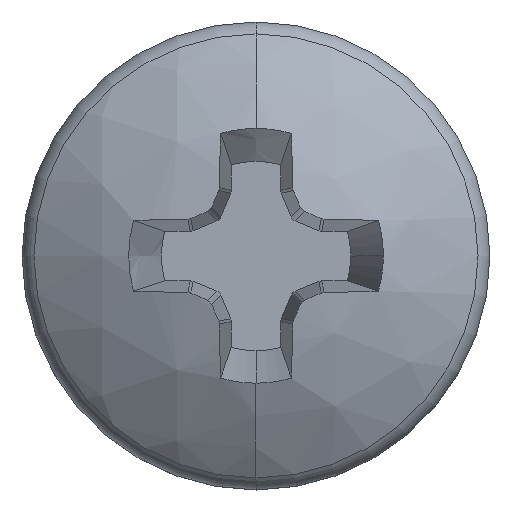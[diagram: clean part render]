
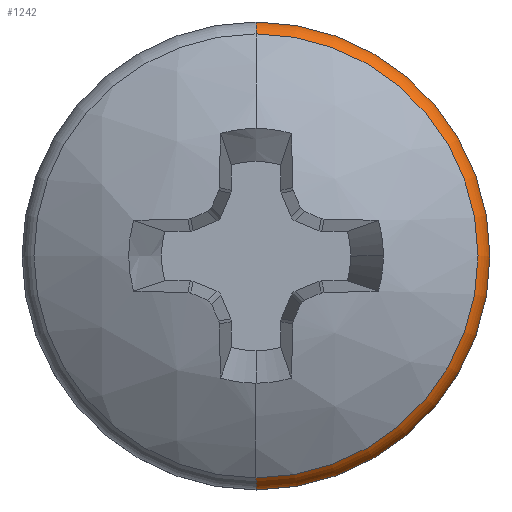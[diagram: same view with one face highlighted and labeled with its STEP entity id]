
A CAD part, top view. The second image highlights one B-rep face of the part: STEP entity #1242.
In plain terms, the highlighted toroidal (fillet/blend) face has major radius 2.416 mm and minor radius 0.366 mm.
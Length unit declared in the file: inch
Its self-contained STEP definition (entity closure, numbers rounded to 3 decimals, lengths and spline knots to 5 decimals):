
#1242 = ADVANCED_FACE ( 'NONE', ( #6632 ), #6609, .T. ) ;
#4618 = CARTESIAN_POINT ( 'NONE',  ( 0., 0., 1.78312 ) ) ;
#4620 = DIRECTION ( 'NONE',  ( 0., 0., 1. ) ) ;
#4622 = DIRECTION ( 'NONE',  ( 0., -1., 0. ) ) ;
#4626 = CARTESIAN_POINT ( 'NONE',  ( 0., 0.0951, 1.78312 ) ) ;
#4628 = DIRECTION ( 'NONE',  ( 1., 0., 0. ) ) ;
#4630 = DIRECTION ( 'NONE',  ( 0., 1., 0. ) ) ;
#4634 = CARTESIAN_POINT ( 'NONE',  ( 0., 0., 1.79452 ) ) ;
#4636 = DIRECTION ( 'NONE',  ( 0., 0., 1. ) ) ;
#4638 = DIRECTION ( 'NONE',  ( 0., -1., 0. ) ) ;
#4642 = CARTESIAN_POINT ( 'NONE',  ( 0., -0.0951, 1.78312 ) ) ;
#4644 = DIRECTION ( 'NONE',  ( -1., 0., 0. ) ) ;
#4646 = DIRECTION ( 'NONE',  ( 0., 0., 1. ) ) ;
#4650 = CARTESIAN_POINT ( 'NONE',  ( 0., 0., 1.78312 ) ) ;
#4652 = DIRECTION ( 'NONE',  ( 0., 0., 1. ) ) ;
#4654 = DIRECTION ( 'NONE',  ( 0., -1., 0. ) ) ;
#4833 = CARTESIAN_POINT ( 'NONE',  ( 0.1095, 0., 1.78312 ) ) ;
#4865 = CARTESIAN_POINT ( 'NONE',  ( 0., -0.1095, 1.78312 ) ) ;
#5011 = CARTESIAN_POINT ( 'NONE',  ( 0., 0.1095, 1.78312 ) ) ;
#5077 = CARTESIAN_POINT ( 'NONE',  ( 0., 0.10391, 1.79452 ) ) ;
#5457 = CARTESIAN_POINT ( 'NONE',  ( 0., -0.10391, 1.79452 ) ) ;
#6609 = TOROIDAL_SURFACE ( 'NONE', #8566, 0.0951, 0.0144 ) ;
#6632 = FACE_OUTER_BOUND ( 'NONE', #11460, .T. ) ;
#8404 = EDGE_CURVE ( 'NONE', #9715, #11402, #14653, .T. ) ;
#8405 = EDGE_CURVE ( 'NONE', #11402, #11993, #14656, .T. ) ;
#8406 = EDGE_CURVE ( 'NONE', #11999, #11993, #14655, .T. ) ;
#8407 = EDGE_CURVE ( 'NONE', #9731, #11999, #14658, .T. ) ;
#8408 = EDGE_CURVE ( 'NONE', #9731, #9715, #14659, .T. ) ;
#8566 = AXIS2_PLACEMENT_3D ( 'NONE', #16893, #16892, #16891 ) ;
#8864 = AXIS2_PLACEMENT_3D ( 'NONE', #4618, #4620, #4622 ) ;
#8865 = AXIS2_PLACEMENT_3D ( 'NONE', #4626, #4628, #4630 ) ;
#8866 = AXIS2_PLACEMENT_3D ( 'NONE', #4634, #4636, #4638 ) ;
#8867 = AXIS2_PLACEMENT_3D ( 'NONE', #4642, #4644, #4646 ) ;
#8868 = AXIS2_PLACEMENT_3D ( 'NONE', #4650, #4652, #4654 ) ;
#9715 = VERTEX_POINT ( 'NONE', #4833 ) ;
#9731 = VERTEX_POINT ( 'NONE', #4865 ) ;
#10096 = ORIENTED_EDGE ( 'NONE', *, *, #8408, .T. ) ;
#10097 = ORIENTED_EDGE ( 'NONE', *, *, #8407, .F. ) ;
#10098 = ORIENTED_EDGE ( 'NONE', *, *, #8406, .F. ) ;
#10099 = ORIENTED_EDGE ( 'NONE', *, *, #8405, .T. ) ;
#10105 = ORIENTED_EDGE ( 'NONE', *, *, #8404, .T. ) ;
#11402 = VERTEX_POINT ( 'NONE', #5011 ) ;
#11460 = EDGE_LOOP ( 'NONE', ( #10105, #10099, #10098, #10097, #10096 ) ) ;
#11993 = VERTEX_POINT ( 'NONE', #5077 ) ;
#11999 = VERTEX_POINT ( 'NONE', #5457 ) ;
#14653 = CIRCLE ( 'NONE', #8864, 0.1095 ) ;
#14655 = CIRCLE ( 'NONE', #8866, 0.10391 ) ;
#14656 = CIRCLE ( 'NONE', #8865, 0.0144 ) ;
#14658 = CIRCLE ( 'NONE', #8867, 0.0144 ) ;
#14659 = CIRCLE ( 'NONE', #8868, 0.1095 ) ;
#16891 = DIRECTION ( 'NONE',  ( 0., -1., 0. ) ) ;
#16892 = DIRECTION ( 'NONE',  ( 0., 0., 1. ) ) ;
#16893 = CARTESIAN_POINT ( 'NONE',  ( 0., 0., 1.78312 ) ) ;
